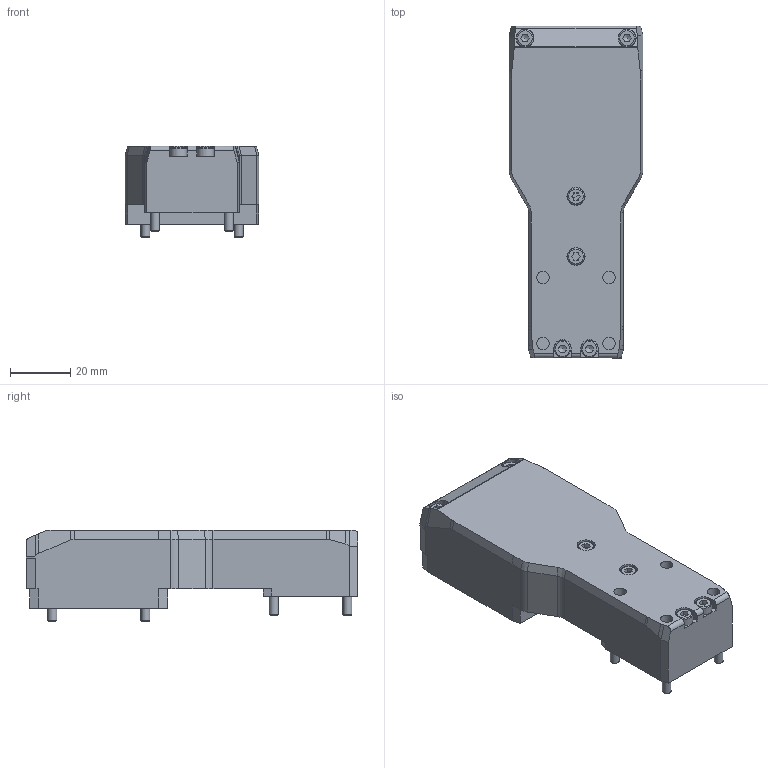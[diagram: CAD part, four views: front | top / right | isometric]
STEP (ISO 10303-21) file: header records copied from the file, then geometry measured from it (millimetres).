
FILE_DESCRIPTION(/* description */ (''),/* implementation_level */ '2;1');
FILE_NAME(/* name */ 'CAD_108263.stp',/* time_stamp */ '2021-01-19T10:29:06+01:00',/* author */ ('Hypex'),/* organization */ ('Hypex'),/* preprocessor_version */ 'ST-DEVELOPER v18',/* originating_system */ 'Autodesk Inventor 2020',/* authorisation */ '');
FILE_SCHEMA (('AUTOMOTIVE_DESIGN { 1 0 10303 214 3 1 1 }'));
Length unit declared in the file: millimetre
Products named in the file (1): CAD_108263
Bounding box: 44.5 x 110.5 x 30.5 mm (x, y, z)
Volume: 90801 mm3; surface area: 19294.1 mm2
Topology: 1 solids, 9 shells, 288 faces, 788 edges, 548 vertices
Faces by surface type: plane 187, cylinder 51, cone 28, torus 14, bspline 8
Full cylindrical faces by diameter (mm): 3 x8, 4.134 x4, 5.5 x14, 6 x8, 6.5 x4, 22 x1, 25 x1
Entity records: 9451 total; most frequent: CARTESIAN_POINT 1857, ORIENTED_EDGE 1548, DIRECTION 1500, EDGE_CURVE 774, VERTEX_POINT 548, AXIS2_PLACEMENT_3D 545, LINE 410, VECTOR 410
